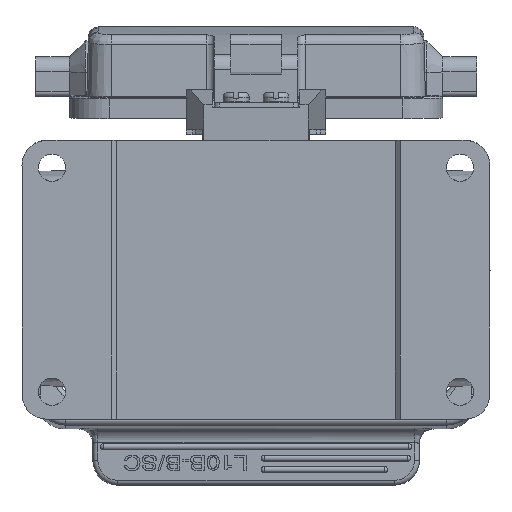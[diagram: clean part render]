
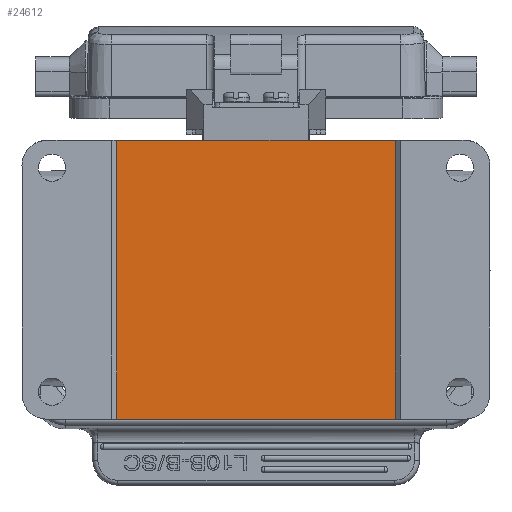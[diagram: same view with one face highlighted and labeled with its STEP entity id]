
A CAD part, front view. The second image highlights one B-rep face of the part: STEP entity #24612.
In plain terms, the highlighted planar face has unit normal (0, -1, -0.009).
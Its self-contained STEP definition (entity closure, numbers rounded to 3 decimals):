
#2725=DIRECTION('',(1.,0.,0.));
#2726=VECTOR('',#2725,56.);
#2727=CARTESIAN_POINT('',(18.986,-21.779,
-50.144));
#2728=LINE('',#2727,#2726);
#3139=DIRECTION('',(-1.,0.,0.));
#3140=VECTOR('',#3139,56.);
#3141=CARTESIAN_POINT('',(74.986,-22.285,5.854));
#3142=LINE('',#3141,#3140);
#3189=DIRECTION('',(0.,-0.009,1.));
#3190=VECTOR('',#3189,56.);
#3191=CARTESIAN_POINT('',(74.986,-21.796,
-50.144));
#3192=LINE('',#3191,#3190);
#3193=DIRECTION('',(0.,-0.009,1.));
#3194=VECTOR('',#3193,56.);
#3195=CARTESIAN_POINT('',(18.986,-21.779,
-50.144));
#3196=LINE('',#3195,#3194);
#17383=CARTESIAN_POINT('',(74.986,-22.285,
5.854));
#17384=VERTEX_POINT('',#17383);
#17385=CARTESIAN_POINT('',(18.986,-22.267,
5.854));
#17386=VERTEX_POINT('',#17385);
#17417=CARTESIAN_POINT('',(18.986,-21.779,
-50.144));
#17418=VERTEX_POINT('',#17417);
#17419=CARTESIAN_POINT('',(74.986,-21.796,
-50.144));
#17420=VERTEX_POINT('',#17419);
#24600=CARTESIAN_POINT('',(46.986,-22.032,
-22.145));
#24601=DIRECTION('',(0.,1.,0.009));
#24602=DIRECTION('',(0.,-0.009,1.));
#24603=AXIS2_PLACEMENT_3D('',#24600,#24601,#24602);
#24604=PLANE('',#24603);
#24605=ORIENTED_EDGE('',*,*,#23864,.F.);
#24607=ORIENTED_EDGE('',*,*,#24606,.T.);
#24608=ORIENTED_EDGE('',*,*,#24536,.F.);
#24609=ORIENTED_EDGE('',*,*,#24592,.F.);
#24610=EDGE_LOOP('',(#24605,#24607,#24608,#24609));
#24611=FACE_OUTER_BOUND('',#24610,.F.);
#23864=EDGE_CURVE('',#17418,#17420,#2728,.T.);
#24536=EDGE_CURVE('',#17384,#17386,#3142,.T.);
#24592=EDGE_CURVE('',#17420,#17384,#3192,.T.);
#24606=EDGE_CURVE('',#17418,#17386,#3196,.T.);
#24612=ADVANCED_FACE('',(#24611),#24604,.F.);
